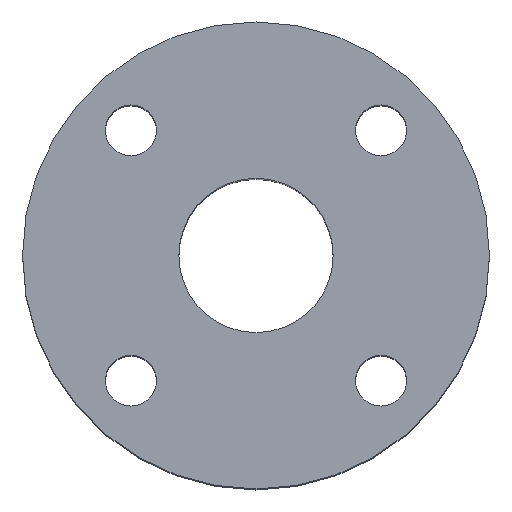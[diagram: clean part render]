
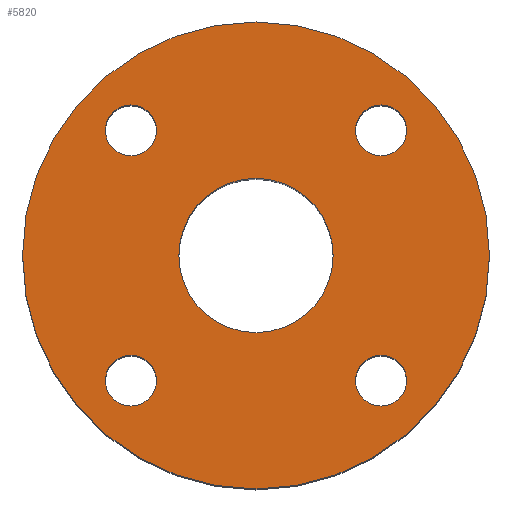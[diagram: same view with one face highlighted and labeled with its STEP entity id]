
A CAD part, top view. The second image highlights one B-rep face of the part: STEP entity #5820.
In plain terms, the highlighted planar face has unit normal (0, 0, 1).
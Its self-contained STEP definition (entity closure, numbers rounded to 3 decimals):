
#63 = EDGE_CURVE ( 'NONE', #11166, #20091, #22557, .T. ) ;
#163 = EDGE_CURVE ( 'NONE', #20091, #11166, #22089, .T. ) ;
#257 = CIRCLE ( 'NONE', #23822, 82.5 ) ;
#437 = CIRCLE ( 'NONE', #21120, 9. ) ;
#511 = EDGE_CURVE ( 'NONE', #10719, #24859, #437, .T. ) ;
#960 = FACE_BOUND ( 'NONE', #13567, .T. ) ;
#965 = AXIS2_PLACEMENT_3D ( 'NONE', #16803, #25969, #5362 ) ;
#1123 = AXIS2_PLACEMENT_3D ( 'NONE', #17788, #13116, #13410 ) ;
#1328 = CARTESIAN_POINT ( 'NONE',  ( -35.194, -44.194, 0. ) ) ;
#1379 = CARTESIAN_POINT ( 'NONE',  ( 0., 0., 0. ) ) ;
#1577 = DIRECTION ( 'NONE',  ( 1., 0., 0. ) ) ;
#1639 = DIRECTION ( 'NONE',  ( 0., 0., 1. ) ) ;
#2485 = EDGE_CURVE ( 'NONE', #7261, #12352, #15390, .T. ) ;
#2596 = CARTESIAN_POINT ( 'NONE',  ( -44.194, -44.194, 0. ) ) ;
#2886 = ORIENTED_EDGE ( 'NONE', *, *, #8920, .F. ) ;
#3069 = CIRCLE ( 'NONE', #1123, 9. ) ;
#3077 = DIRECTION ( 'NONE',  ( 0., 0., -1. ) ) ;
#3407 = CARTESIAN_POINT ( 'NONE',  ( -53.194, 44.194, 0. ) ) ;
#3695 = CIRCLE ( 'NONE', #14265, 9. ) ;
#3790 = DIRECTION ( 'NONE',  ( 1., 0., 0. ) ) ;
#3967 = CARTESIAN_POINT ( 'NONE',  ( -27.25, 0., 0. ) ) ;
#4028 = CARTESIAN_POINT ( 'NONE',  ( -35.194, 44.194, 0. ) ) ;
#4611 = AXIS2_PLACEMENT_3D ( 'NONE', #16148, #27128, #25312 ) ;
#5125 = CARTESIAN_POINT ( 'NONE',  ( 44.194, -44.194, 0. ) ) ;
#5293 = AXIS2_PLACEMENT_3D ( 'NONE', #26090, #3077, #5778 ) ;
#5362 = DIRECTION ( 'NONE',  ( 1., 0., 0. ) ) ;
#5529 = VERTEX_POINT ( 'NONE', #3407 ) ;
#5684 = CARTESIAN_POINT ( 'NONE',  ( 35.194, 44.194, 0. ) ) ;
#5778 = DIRECTION ( 'NONE',  ( -1., 0., 0. ) ) ;
#5820 = ADVANCED_FACE ( 'NONE', ( #28198, #28790, #26531, #10300, #960, #14523 ), #12860, .F. ) ;
#5822 = ORIENTED_EDGE ( 'NONE', *, *, #63, .F. ) ;
#5904 = VERTEX_POINT ( 'NONE', #3967 ) ;
#6650 = EDGE_CURVE ( 'NONE', #5904, #23322, #21644, .T. ) ;
#7261 = VERTEX_POINT ( 'NONE', #20147 ) ;
#7402 = CARTESIAN_POINT ( 'NONE',  ( -44.194, 44.194, 0. ) ) ;
#7417 = ORIENTED_EDGE ( 'NONE', *, *, #9028, .F. ) ;
#8225 = ORIENTED_EDGE ( 'NONE', *, *, #2485, .T. ) ;
#8654 = AXIS2_PLACEMENT_3D ( 'NONE', #5125, #14310, #23481 ) ;
#8806 = DIRECTION ( 'NONE',  ( -1., 0., 0. ) ) ;
#8909 = DIRECTION ( 'NONE',  ( 0., 0., 1. ) ) ;
#8920 = EDGE_CURVE ( 'NONE', #28011, #5529, #16241, .T. ) ;
#9028 = EDGE_CURVE ( 'NONE', #23322, #5904, #16749, .T. ) ;
#9167 = CARTESIAN_POINT ( 'NONE',  ( 0., 0., 0. ) ) ;
#10300 = FACE_BOUND ( 'NONE', #22775, .T. ) ;
#10687 = DIRECTION ( 'NONE',  ( 0., 1., 0. ) ) ;
#10719 = VERTEX_POINT ( 'NONE', #1328 ) ;
#10837 = DIRECTION ( 'NONE',  ( 1., 0., 0. ) ) ;
#11161 = CARTESIAN_POINT ( 'NONE',  ( 44.194, -44.194, 0. ) ) ;
#11166 = VERTEX_POINT ( 'NONE', #18436 ) ;
#11452 = CARTESIAN_POINT ( 'NONE',  ( -53.194, -44.194, 0. ) ) ;
#12316 = VERTEX_POINT ( 'NONE', #5684 ) ;
#12352 = VERTEX_POINT ( 'NONE', #17718 ) ;
#12860 = PLANE ( 'NONE',  #5293 ) ;
#13116 = DIRECTION ( 'NONE',  ( 0., 0., 1. ) ) ;
#13410 = DIRECTION ( 'NONE',  ( 1., 0., 0. ) ) ;
#13567 = EDGE_LOOP ( 'NONE', ( #7417, #19849 ) ) ;
#13668 = EDGE_CURVE ( 'NONE', #5529, #28011, #27628, .T. ) ;
#14265 = AXIS2_PLACEMENT_3D ( 'NONE', #19625, #29086, #26826 ) ;
#14310 = DIRECTION ( 'NONE',  ( 0., 0., 1. ) ) ;
#14427 = EDGE_CURVE ( 'NONE', #12352, #7261, #257, .T. ) ;
#14523 = FACE_OUTER_BOUND ( 'NONE', #23735, .T. ) ;
#14906 = CARTESIAN_POINT ( 'NONE',  ( -44.194, 44.194, 0. ) ) ;
#14976 = ORIENTED_EDGE ( 'NONE', *, *, #13668, .F. ) ;
#15390 = CIRCLE ( 'NONE', #19240, 82.5 ) ;
#15849 = AXIS2_PLACEMENT_3D ( 'NONE', #11161, #8909, #27096 ) ;
#16138 = EDGE_CURVE ( 'NONE', #24859, #10719, #17125, .T. ) ;
#16148 = CARTESIAN_POINT ( 'NONE',  ( -44.194, -44.194, 0. ) ) ;
#16241 = CIRCLE ( 'NONE', #17692, 9. ) ;
#16749 = CIRCLE ( 'NONE', #24886, 27.25 ) ;
#16803 = CARTESIAN_POINT ( 'NONE',  ( 0., 0., 0. ) ) ;
#17125 = CIRCLE ( 'NONE', #4611, 9. ) ;
#17692 = AXIS2_PLACEMENT_3D ( 'NONE', #14906, #24218, #10687 ) ;
#17718 = CARTESIAN_POINT ( 'NONE',  ( 82.5, 0., 0. ) ) ;
#17788 = CARTESIAN_POINT ( 'NONE',  ( 44.194, 44.194, 0. ) ) ;
#18288 = DIRECTION ( 'NONE',  ( 0., 0., 1. ) ) ;
#18300 = EDGE_CURVE ( 'NONE', #12316, #22299, #3695, .T. ) ;
#18436 = CARTESIAN_POINT ( 'NONE',  ( 35.194, -44.194, 0. ) ) ;
#18550 = CARTESIAN_POINT ( 'NONE',  ( 53.194, -44.194, 0. ) ) ;
#18666 = EDGE_LOOP ( 'NONE', ( #2886, #14976 ) ) ;
#18998 = AXIS2_PLACEMENT_3D ( 'NONE', #7402, #19005, #25452 ) ;
#19005 = DIRECTION ( 'NONE',  ( 0., 0., 1. ) ) ;
#19240 = AXIS2_PLACEMENT_3D ( 'NONE', #27299, #18288, #1577 ) ;
#19625 = CARTESIAN_POINT ( 'NONE',  ( 44.194, 44.194, 0. ) ) ;
#19849 = ORIENTED_EDGE ( 'NONE', *, *, #6650, .F. ) ;
#20091 = VERTEX_POINT ( 'NONE', #18550 ) ;
#20147 = CARTESIAN_POINT ( 'NONE',  ( -82.5, 0., 0. ) ) ;
#21046 = EDGE_CURVE ( 'NONE', #22299, #12316, #3069, .T. ) ;
#21120 = AXIS2_PLACEMENT_3D ( 'NONE', #2596, #27572, #8806 ) ;
#21122 = ORIENTED_EDGE ( 'NONE', *, *, #16138, .F. ) ;
#21151 = EDGE_LOOP ( 'NONE', ( #25029, #5822 ) ) ;
#21644 = CIRCLE ( 'NONE', #965, 27.25 ) ;
#22089 = CIRCLE ( 'NONE', #8654, 9. ) ;
#22299 = VERTEX_POINT ( 'NONE', #27013 ) ;
#22557 = CIRCLE ( 'NONE', #15849, 9. ) ;
#22775 = EDGE_LOOP ( 'NONE', ( #24441, #24945 ) ) ;
#23322 = VERTEX_POINT ( 'NONE', #25801 ) ;
#23481 = DIRECTION ( 'NONE',  ( 0., -1., 0. ) ) ;
#23644 = EDGE_LOOP ( 'NONE', ( #27835, #21122 ) ) ;
#23735 = EDGE_LOOP ( 'NONE', ( #24881, #8225 ) ) ;
#23822 = AXIS2_PLACEMENT_3D ( 'NONE', #1379, #24404, #3790 ) ;
#24218 = DIRECTION ( 'NONE',  ( 0., 0., 1. ) ) ;
#24404 = DIRECTION ( 'NONE',  ( 0., 0., 1. ) ) ;
#24441 = ORIENTED_EDGE ( 'NONE', *, *, #21046, .F. ) ;
#24859 = VERTEX_POINT ( 'NONE', #11452 ) ;
#24881 = ORIENTED_EDGE ( 'NONE', *, *, #14427, .T. ) ;
#24886 = AXIS2_PLACEMENT_3D ( 'NONE', #9167, #1639, #10837 ) ;
#24945 = ORIENTED_EDGE ( 'NONE', *, *, #18300, .F. ) ;
#25029 = ORIENTED_EDGE ( 'NONE', *, *, #163, .F. ) ;
#25312 = DIRECTION ( 'NONE',  ( -1., 0., 0. ) ) ;
#25452 = DIRECTION ( 'NONE',  ( 0., 1., 0. ) ) ;
#25801 = CARTESIAN_POINT ( 'NONE',  ( 27.25, 0., 0. ) ) ;
#25969 = DIRECTION ( 'NONE',  ( 0., 0., 1. ) ) ;
#26090 = CARTESIAN_POINT ( 'NONE',  ( 0., 27.25, 0. ) ) ;
#26531 = FACE_BOUND ( 'NONE', #18666, .T. ) ;
#26826 = DIRECTION ( 'NONE',  ( 1., 0., 0. ) ) ;
#27013 = CARTESIAN_POINT ( 'NONE',  ( 53.194, 44.194, 0. ) ) ;
#27096 = DIRECTION ( 'NONE',  ( 0., -1., 0. ) ) ;
#27128 = DIRECTION ( 'NONE',  ( 0., 0., 1. ) ) ;
#27299 = CARTESIAN_POINT ( 'NONE',  ( 0., 0., 0. ) ) ;
#27572 = DIRECTION ( 'NONE',  ( 0., 0., 1. ) ) ;
#27628 = CIRCLE ( 'NONE', #18998, 9. ) ;
#27835 = ORIENTED_EDGE ( 'NONE', *, *, #511, .F. ) ;
#28011 = VERTEX_POINT ( 'NONE', #4028 ) ;
#28198 = FACE_BOUND ( 'NONE', #21151, .T. ) ;
#28790 = FACE_BOUND ( 'NONE', #23644, .T. ) ;
#29086 = DIRECTION ( 'NONE',  ( 0., 0., 1. ) ) ;
